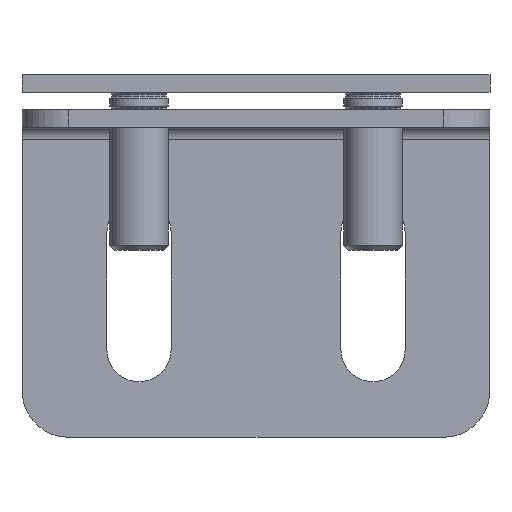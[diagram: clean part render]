
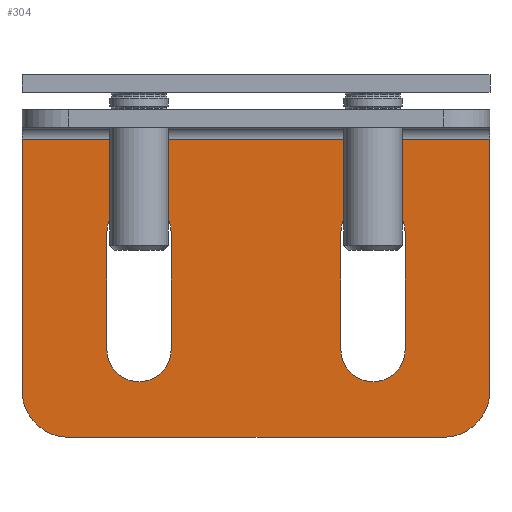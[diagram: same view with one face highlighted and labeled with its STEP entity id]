
A CAD part, left-side view. The second image highlights one B-rep face of the part: STEP entity #304.
In plain terms, the highlighted face is planar.
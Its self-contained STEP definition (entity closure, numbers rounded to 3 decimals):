
#304 = ADVANCED_FACE( '', ( #640, #641, #642 ), #643, .T. );
#640 = FACE_OUTER_BOUND( '', #997, .T. );
#641 = FACE_BOUND( '', #998, .T. );
#642 = FACE_BOUND( '', #999, .T. );
#643 = PLANE( '', #1000 );
#997 = EDGE_LOOP( '', ( #2191, #2192, #2193, #2194, #2195, #2196 ) );
#998 = EDGE_LOOP( '', ( #2197, #2198, #2199, #2200 ) );
#999 = EDGE_LOOP( '', ( #2201, #2202, #2203, #2204 ) );
#1000 = AXIS2_PLACEMENT_3D( '', #2205, #2206, #2207 );
#2191 = ORIENTED_EDGE( '', *, *, #2714, .T. );
#2192 = ORIENTED_EDGE( '', *, *, #2705, .T. );
#2193 = ORIENTED_EDGE( '', *, *, #2695, .T. );
#2194 = ORIENTED_EDGE( '', *, *, #2712, .F. );
#2195 = ORIENTED_EDGE( '', *, *, #2702, .T. );
#2196 = ORIENTED_EDGE( '', *, *, #2708, .T. );
#2197 = ORIENTED_EDGE( '', *, *, #2715, .F. );
#2198 = ORIENTED_EDGE( '', *, *, #2716, .F. );
#2199 = ORIENTED_EDGE( '', *, *, #2717, .F. );
#2200 = ORIENTED_EDGE( '', *, *, #2718, .F. );
#2201 = ORIENTED_EDGE( '', *, *, #2719, .T. );
#2202 = ORIENTED_EDGE( '', *, *, #2720, .T. );
#2203 = ORIENTED_EDGE( '', *, *, #2721, .T. );
#2204 = ORIENTED_EDGE( '', *, *, #2722, .T. );
#2205 = CARTESIAN_POINT( '', ( 0., 0., 1.5 ) );
#2206 = DIRECTION( '', ( 0., 0., 1. ) );
#2207 = DIRECTION( '', ( 1., 0., 0. ) );
#2695 = EDGE_CURVE( '', #3359, #3360, #3361, .T. );
#2702 = EDGE_CURVE( '', #3373, #3371, #3374, .T. );
#2705 = EDGE_CURVE( '', #3377, #3359, #3378, .T. );
#2708 = EDGE_CURVE( '', #3371, #3382, #3383, .T. );
#2712 = EDGE_CURVE( '', #3373, #3360, #3388, .T. );
#2714 = EDGE_CURVE( '', #3382, #3377, #3390, .T. );
#2715 = EDGE_CURVE( '', #3391, #3392, #3393, .T. );
#2716 = EDGE_CURVE( '', #3394, #3391, #3395, .T. );
#2717 = EDGE_CURVE( '', #3396, #3394, #3397, .T. );
#2718 = EDGE_CURVE( '', #3392, #3396, #3398, .T. );
#2719 = EDGE_CURVE( '', #3399, #3400, #3401, .T. );
#2720 = EDGE_CURVE( '', #3400, #3402, #3403, .T. );
#2721 = EDGE_CURVE( '', #3402, #3404, #3405, .T. );
#2722 = EDGE_CURVE( '', #3404, #3399, #3406, .T. );
#3359 = VERTEX_POINT( '', #4275 );
#3360 = VERTEX_POINT( '', #4276 );
#3361 = LINE( '', #4277, #4278 );
#3371 = VERTEX_POINT( '', #4291 );
#3373 = VERTEX_POINT( '', #4294 );
#3374 = LINE( '', #4295, #4296 );
#3377 = VERTEX_POINT( '', #4299 );
#3378 = CIRCLE( '', #4300, 4. );
#3382 = VERTEX_POINT( '', #4305 );
#3383 = CIRCLE( '', #4306, 4. );
#3388 = LINE( '', #4313, #4314 );
#3390 = LINE( '', #4317, #4318 );
#3391 = VERTEX_POINT( '', #4319 );
#3392 = VERTEX_POINT( '', #4320 );
#3393 = CIRCLE( '', #4321, 2.75 );
#3394 = VERTEX_POINT( '', #4322 );
#3395 = LINE( '', #4323, #4324 );
#3396 = VERTEX_POINT( '', #4325 );
#3397 = CIRCLE( '', #4326, 2.75 );
#3398 = LINE( '', #4327, #4328 );
#3399 = VERTEX_POINT( '', #4329 );
#3400 = VERTEX_POINT( '', #4330 );
#3401 = LINE( '', #4331, #4332 );
#3402 = VERTEX_POINT( '', #4333 );
#3403 = CIRCLE( '', #4334, 2.75 );
#3404 = VERTEX_POINT( '', #4335 );
#3405 = LINE( '', #4336, #4337 );
#3406 = CIRCLE( '', #4338, 2.75 );
#4275 = CARTESIAN_POINT( '', ( 40., 4., 1.5 ) );
#4276 = CARTESIAN_POINT( '', ( 40., 25.5, 1.5 ) );
#4277 = CARTESIAN_POINT( '', ( 40., 0., 1.5 ) );
#4278 = VECTOR( '', #5017, 1000. );
#4291 = CARTESIAN_POINT( '', ( 0., 4., 1.5 ) );
#4294 = CARTESIAN_POINT( '', ( 0., 25.5, 1.5 ) );
#4295 = CARTESIAN_POINT( '', ( 0., 46., 1.5 ) );
#4296 = VECTOR( '', #5028, 1000. );
#4299 = CARTESIAN_POINT( '', ( 36., 0., 1.5 ) );
#4300 = AXIS2_PLACEMENT_3D( '', #5035, #5036, #5037 );
#4305 = CARTESIAN_POINT( '', ( 4., 0., 1.5 ) );
#4306 = AXIS2_PLACEMENT_3D( '', #5042, #5043, #5044 );
#4313 = CARTESIAN_POINT( '', ( 0., 25.5, 1.5 ) );
#4314 = VECTOR( '', #5050, 1000. );
#4317 = CARTESIAN_POINT( '', ( 0., 0., 1.5 ) );
#4318 = VECTOR( '', #5052, 1000. );
#4319 = CARTESIAN_POINT( '', ( 12.75, 17.5, 1.5 ) );
#4320 = CARTESIAN_POINT( '', ( 7.25, 17.5, 1.5 ) );
#4321 = AXIS2_PLACEMENT_3D( '', #5053, #5054, #5055 );
#4322 = CARTESIAN_POINT( '', ( 12.75, 7.5, 1.5 ) );
#4323 = CARTESIAN_POINT( '', ( 12.75, 17.5, 1.5 ) );
#4324 = VECTOR( '', #5056, 1000. );
#4325 = CARTESIAN_POINT( '', ( 7.25, 7.5, 1.5 ) );
#4326 = AXIS2_PLACEMENT_3D( '', #5057, #5058, #5059 );
#4327 = CARTESIAN_POINT( '', ( 7.25, 17.5, 1.5 ) );
#4328 = VECTOR( '', #5060, 1000. );
#4329 = CARTESIAN_POINT( '', ( 27.25, 7.5, 1.5 ) );
#4330 = CARTESIAN_POINT( '', ( 27.25, 17.5, 1.5 ) );
#4331 = CARTESIAN_POINT( '', ( 27.25, 17.5, 1.5 ) );
#4332 = VECTOR( '', #5061, 1000. );
#4333 = CARTESIAN_POINT( '', ( 32.75, 17.5, 1.5 ) );
#4334 = AXIS2_PLACEMENT_3D( '', #5062, #5063, #5064 );
#4335 = CARTESIAN_POINT( '', ( 32.75, 7.5, 1.5 ) );
#4336 = CARTESIAN_POINT( '', ( 32.75, 17.5, 1.5 ) );
#4337 = VECTOR( '', #5065, 1000. );
#4338 = AXIS2_PLACEMENT_3D( '', #5066, #5067, #5068 );
#5017 = DIRECTION( '', ( 0., 1., 0. ) );
#5028 = DIRECTION( '', ( 0., -1., 0. ) );
#5035 = CARTESIAN_POINT( '', ( 36., 4., 1.5 ) );
#5036 = DIRECTION( '', ( 0., 0., 1. ) );
#5037 = DIRECTION( '', ( 1., 0., 0. ) );
#5042 = CARTESIAN_POINT( '', ( 4., 4., 1.5 ) );
#5043 = DIRECTION( '', ( 0., 0., 1. ) );
#5044 = DIRECTION( '', ( 1., 0., 0. ) );
#5050 = DIRECTION( '', ( 1., 0., 0. ) );
#5052 = DIRECTION( '', ( 1., 0., 0. ) );
#5053 = CARTESIAN_POINT( '', ( 10., 17.5, 1.5 ) );
#5054 = DIRECTION( '', ( 0., 0., 1. ) );
#5055 = DIRECTION( '', ( 1., 0., 0. ) );
#5056 = DIRECTION( '', ( 0., 1., 0. ) );
#5057 = CARTESIAN_POINT( '', ( 10., 7.5, 1.5 ) );
#5058 = DIRECTION( '', ( 0., 0., 1. ) );
#5059 = DIRECTION( '', ( -1., 0., 0. ) );
#5060 = DIRECTION( '', ( 0., -1., 0. ) );
#5061 = DIRECTION( '', ( 0., 1., 0. ) );
#5062 = CARTESIAN_POINT( '', ( 30., 17.5, 1.5 ) );
#5063 = DIRECTION( '', ( 0., 0., -1. ) );
#5064 = DIRECTION( '', ( -1., 0., 0. ) );
#5065 = DIRECTION( '', ( 0., -1., 0. ) );
#5066 = CARTESIAN_POINT( '', ( 30., 7.5, 1.5 ) );
#5067 = DIRECTION( '', ( 0., 0., -1. ) );
#5068 = DIRECTION( '', ( 1., 0., 0. ) );
